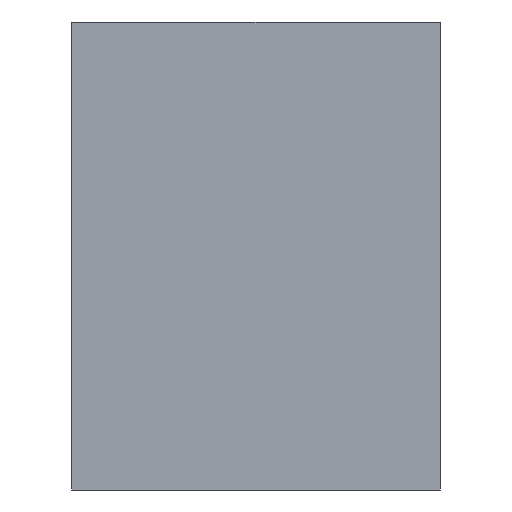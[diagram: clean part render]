
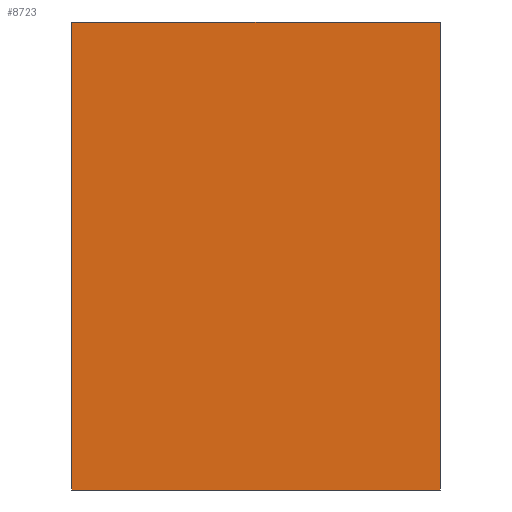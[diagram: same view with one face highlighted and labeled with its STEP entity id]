
A CAD part, front view. The second image highlights one B-rep face of the part: STEP entity #8723.
In plain terms, the highlighted planar face has unit normal (0, -1, 0).
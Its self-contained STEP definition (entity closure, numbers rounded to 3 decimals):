
#500 = DIRECTION ( 'NONE',  ( -1., 0., 0. ) ) ;
#662 = LINE ( 'NONE', #3189, #7157 ) ;
#1295 = EDGE_CURVE ( 'NONE', #1717, #6862, #662, .T. ) ;
#1551 = CARTESIAN_POINT ( 'NONE',  ( 0., -0.375, 0. ) ) ;
#1614 = VECTOR ( 'NONE', #7399, 1000. ) ;
#1639 = VECTOR ( 'NONE', #6679, 1000. ) ;
#1717 = VERTEX_POINT ( 'NONE', #7720 ) ;
#1719 = DIRECTION ( 'NONE',  ( 0., 0., 1. ) ) ;
#2375 = VERTEX_POINT ( 'NONE', #3700 ) ;
#2964 = CARTESIAN_POINT ( 'NONE',  ( -1.3, -0.375, -1.65 ) ) ;
#3189 = CARTESIAN_POINT ( 'NONE',  ( -1.3, -0.375, 1.65 ) ) ;
#3342 = VECTOR ( 'NONE', #500, 1000. ) ;
#3535 = CARTESIAN_POINT ( 'NONE',  ( 1.3, -0.375, 1.65 ) ) ;
#3700 = CARTESIAN_POINT ( 'NONE',  ( 1.3, -0.375, -1.65 ) ) ;
#4149 = DIRECTION ( 'NONE',  ( 1., 0., 0. ) ) ;
#4180 = EDGE_CURVE ( 'NONE', #9247, #1717, #9081, .T. ) ;
#5059 = DIRECTION ( 'NONE',  ( 0., 1., 0. ) ) ;
#5664 = CARTESIAN_POINT ( 'NONE',  ( -1.3, -0.375, -1.65 ) ) ;
#6042 = AXIS2_PLACEMENT_3D ( 'NONE', #1551, #5059, #1719 ) ;
#6679 = DIRECTION ( 'NONE',  ( 0., 0., -1. ) ) ;
#6727 = FACE_OUTER_BOUND ( 'NONE', #7060, .T. ) ;
#6788 = LINE ( 'NONE', #10983, #1639 ) ;
#6862 = VERTEX_POINT ( 'NONE', #3535 ) ;
#6989 = ORIENTED_EDGE ( 'NONE', *, *, #8674, .F. ) ;
#7060 = EDGE_LOOP ( 'NONE', ( #6989, #7933, #9602, #7095 ) ) ;
#7095 = ORIENTED_EDGE ( 'NONE', *, *, #10999, .F. ) ;
#7157 = VECTOR ( 'NONE', #4149, 1000. ) ;
#7399 = DIRECTION ( 'NONE',  ( 0., 0., 1. ) ) ;
#7720 = CARTESIAN_POINT ( 'NONE',  ( -1.3, -0.375, 1.65 ) ) ;
#7933 = ORIENTED_EDGE ( 'NONE', *, *, #1295, .F. ) ;
#8255 = LINE ( 'NONE', #9051, #3342 ) ;
#8674 = EDGE_CURVE ( 'NONE', #6862, #2375, #6788, .T. ) ;
#8723 = ADVANCED_FACE ( 'NONE', ( #6727 ), #10192, .F. ) ;
#9051 = CARTESIAN_POINT ( 'NONE',  ( -1.3, -0.375, -1.65 ) ) ;
#9081 = LINE ( 'NONE', #2964, #1614 ) ;
#9247 = VERTEX_POINT ( 'NONE', #5664 ) ;
#9602 = ORIENTED_EDGE ( 'NONE', *, *, #4180, .F. ) ;
#10192 = PLANE ( 'NONE',  #6042 ) ;
#10983 = CARTESIAN_POINT ( 'NONE',  ( 1.3, -0.375, -1.65 ) ) ;
#10999 = EDGE_CURVE ( 'NONE', #2375, #9247, #8255, .T. ) ;
